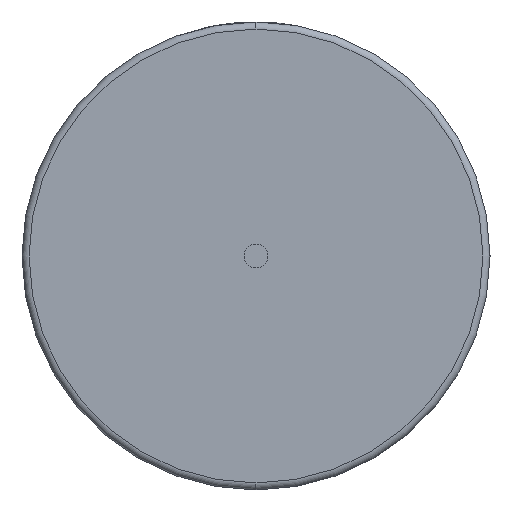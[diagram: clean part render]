
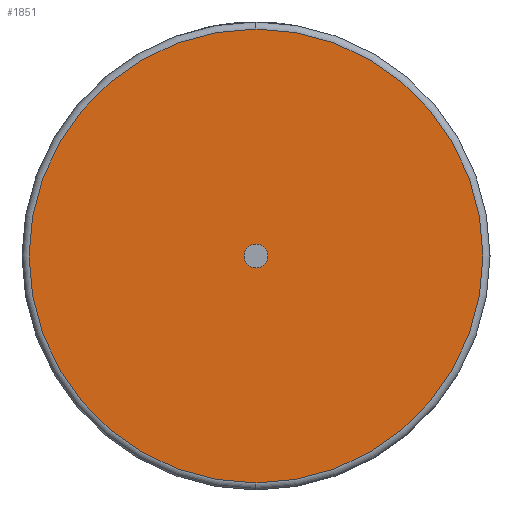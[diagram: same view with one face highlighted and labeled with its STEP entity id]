
A CAD part, left-side view. The second image highlights one B-rep face of the part: STEP entity #1851.
In plain terms, the highlighted planar face has unit normal (-1, 0, 0).
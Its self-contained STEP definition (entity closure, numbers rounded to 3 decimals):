
#52 = AXIS2_PLACEMENT_3D ( 'NONE', #4530, #3373, #4474 ) ;
#94 = EDGE_CURVE ( 'NONE', #2467, #219, #1916, .T. ) ;
#121 = CARTESIAN_POINT ( 'NONE',  ( 0., 0., 0. ) ) ;
#204 = EDGE_CURVE ( 'NONE', #219, #2467, #649, .T. ) ;
#219 = VERTEX_POINT ( 'NONE', #711 ) ;
#310 = DIRECTION ( 'NONE',  ( -1., 0., 0. ) ) ;
#405 = CARTESIAN_POINT ( 'NONE',  ( 0., 0., 0. ) ) ;
#649 = CIRCLE ( 'NONE', #1540, 8. ) ;
#711 = CARTESIAN_POINT ( 'NONE',  ( 0., 0., -8. ) ) ;
#815 = CIRCLE ( 'NONE', #4349, 0.415 ) ;
#912 = AXIS2_PLACEMENT_3D ( 'NONE', #405, #4039, #3340 ) ;
#1141 = FACE_OUTER_BOUND ( 'NONE', #2764, .T. ) ;
#1163 = AXIS2_PLACEMENT_3D ( 'NONE', #1395, #310, #4290 ) ;
#1395 = CARTESIAN_POINT ( 'NONE',  ( 0., 0., 0. ) ) ;
#1442 = DIRECTION ( 'NONE',  ( 0., 0., -1. ) ) ;
#1540 = AXIS2_PLACEMENT_3D ( 'NONE', #3254, #3620, #1442 ) ;
#1542 = DIRECTION ( 'NONE',  ( -1., 0., 0. ) ) ;
#1851 = ADVANCED_FACE ( 'NONE', ( #1141, #3432 ), #3074, .F. ) ;
#1916 = CIRCLE ( 'NONE', #1163, 8. ) ;
#2342 = ORIENTED_EDGE ( 'NONE', *, *, #3346, .F. ) ;
#2408 = CARTESIAN_POINT ( 'NONE',  ( 0., 0., -0.415 ) ) ;
#2467 = VERTEX_POINT ( 'NONE', #3021 ) ;
#2594 = CIRCLE ( 'NONE', #912, 0.415 ) ;
#2610 = VERTEX_POINT ( 'NONE', #2408 ) ;
#2640 = ORIENTED_EDGE ( 'NONE', *, *, #3400, .F. ) ;
#2764 = EDGE_LOOP ( 'NONE', ( #4134, #4588 ) ) ;
#3021 = CARTESIAN_POINT ( 'NONE',  ( 0., 0., 8. ) ) ;
#3074 = PLANE ( 'NONE',  #52 ) ;
#3254 = CARTESIAN_POINT ( 'NONE',  ( 0., 0., 0. ) ) ;
#3340 = DIRECTION ( 'NONE',  ( 0., 0., -1. ) ) ;
#3346 = EDGE_CURVE ( 'NONE', #4415, #2610, #2594, .T. ) ;
#3373 = DIRECTION ( 'NONE',  ( 1., 0., 0. ) ) ;
#3400 = EDGE_CURVE ( 'NONE', #2610, #4415, #815, .T. ) ;
#3420 = EDGE_LOOP ( 'NONE', ( #2640, #2342 ) ) ;
#3432 = FACE_BOUND ( 'NONE', #3420, .T. ) ;
#3620 = DIRECTION ( 'NONE',  ( -1., 0., 0. ) ) ;
#4039 = DIRECTION ( 'NONE',  ( -1., 0., 0. ) ) ;
#4134 = ORIENTED_EDGE ( 'NONE', *, *, #204, .T. ) ;
#4148 = DIRECTION ( 'NONE',  ( 0., 0., -1. ) ) ;
#4290 = DIRECTION ( 'NONE',  ( 0., 0., -1. ) ) ;
#4349 = AXIS2_PLACEMENT_3D ( 'NONE', #121, #1542, #4148 ) ;
#4415 = VERTEX_POINT ( 'NONE', #4750 ) ;
#4474 = DIRECTION ( 'NONE',  ( 0., 0., -1. ) ) ;
#4530 = CARTESIAN_POINT ( 'NONE',  ( 0., 0., 0. ) ) ;
#4588 = ORIENTED_EDGE ( 'NONE', *, *, #94, .T. ) ;
#4750 = CARTESIAN_POINT ( 'NONE',  ( 0., 0., 0.415 ) ) ;
